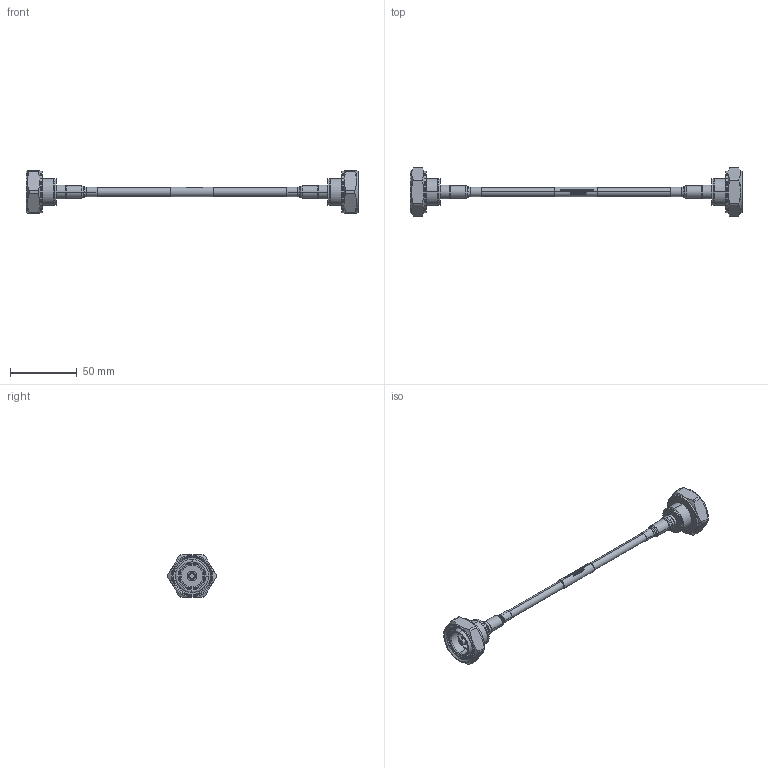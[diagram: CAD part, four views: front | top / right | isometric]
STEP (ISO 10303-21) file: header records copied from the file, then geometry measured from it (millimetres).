
FILE_DESCRIPTION (( 'STEP AP214' ), '1' );
FILE_NAME ('FMCA100167_3D.step', '2024-08-20T16:59:17', ( '' ), ( '' ), 'SwSTEP 2.0', 'SolidWorks 2022', '' );
FILE_SCHEMA (( 'AUTOMOTIVE_DESIGN' ));
Length unit declared in the file: inch
Products named in the file (5): FMCA100167_3D; FM Cable Assy Label^FMCA100167_D_240; TCOM-195-240-400-600 for cable assy^FMCA100167_TCOM-240; TC-240-716M-X-PE^FMCA100167; HeatShrink^FMCA100167
Assembly tree (6 placements, depth 2):
  FMCA100167_3D
    TCOM-195-240-400-600 for cable assy^FMCA100167_TCOM-240
    FM Cable Assy Label^FMCA100167_D_240
    TC-240-716M-X-PE^FMCA100167  x2
    HeatShrink^FMCA100167  x2
Bounding box: 248.6 x 36 x 31.9 mm (x, y, z)
Volume: 28797.5 mm3; surface area: 23054.1 mm2
Topology: 6 solids, 6 shells, 1306 faces, 3382 edges, 2202 vertices
Faces by surface type: plane 778, cylinder 186, bspline 164, cone 138, torus 40
Entity records: 41026 total; most frequent: CARTESIAN_POINT 15144, ORIENTED_EDGE 5944, DIRECTION 4484, EDGE_CURVE 2972, VERTEX_POINT 1955, LINE 1742, VECTOR 1742, AXIS2_PLACEMENT_3D 1371
